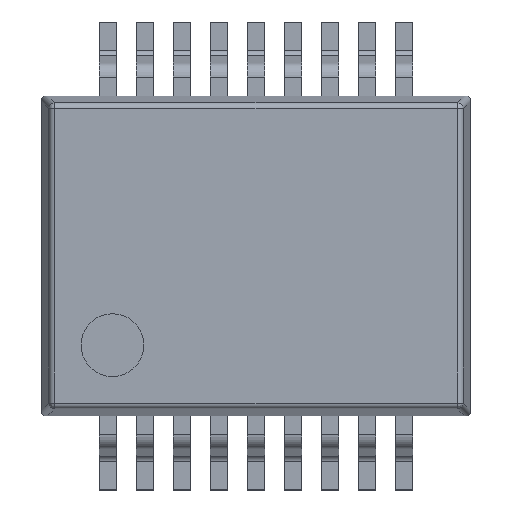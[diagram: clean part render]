
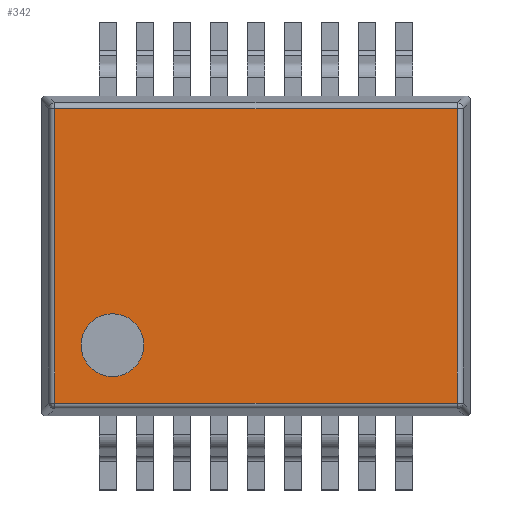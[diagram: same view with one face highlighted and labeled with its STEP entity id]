
A CAD part, top view. The second image highlights one B-rep face of the part: STEP entity #342.
In plain terms, the highlighted planar face has unit normal (0, 0, 1).
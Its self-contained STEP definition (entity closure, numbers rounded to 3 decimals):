
#342=ADVANCED_FACE('',(#1062,#1064),#1066,.T.);
#1062=FACE_BOUND('',#1063,.T.);
#1063=EDGE_LOOP('',(#1726,#1727,#1728,#1729));
#1064=FACE_BOUND('',#1065,.T.);
#1065=EDGE_LOOP('',(#1730));
#1066=PLANE('',#1067);
#1067=AXIS2_PLACEMENT_3D('',#1068,#1069,#1070);
#1068=CARTESIAN_POINT('',(0.,0.,2.));
#1069=DIRECTION('',(0.,0.,1.));
#1070=DIRECTION('',(1.,0.,0.));
#1726=ORIENTED_EDGE('',*,*,#2114,.T.);
#1727=ORIENTED_EDGE('',*,*,#2115,.T.);
#1728=ORIENTED_EDGE('',*,*,#2116,.T.);
#1729=ORIENTED_EDGE('',*,*,#2117,.T.);
#1730=ORIENTED_EDGE('',*,*,#2118,.T.);
#2114=EDGE_CURVE('',#2344,#2345,#2346,.T.);
#2115=EDGE_CURVE('',#2345,#2347,#2348,.T.);
#2116=EDGE_CURVE('',#2347,#2349,#2350,.T.);
#2117=EDGE_CURVE('',#2349,#2344,#2351,.T.);
#2118=EDGE_CURVE('',#2352,#2352,#2353,.F.);
#2344=VERTEX_POINT('',#2816);
#2345=VERTEX_POINT('',#2817);
#2346=LINE('',#2818,#2819);
#2347=VERTEX_POINT('',#2821);
#2348=LINE('',#2822,#2823);
#2349=VERTEX_POINT('',#2825);
#2350=LINE('',#2826,#2827);
#2351=LINE('',#2829,#2830);
#2352=VERTEX_POINT('',#2832);
#2353=CIRCLE('',#2833,0.55);
#2816=CARTESIAN_POINT('',(3.53,2.58,2.));
#2817=CARTESIAN_POINT('',(-3.53,2.58,2.));
#2818=CARTESIAN_POINT('',(3.53,2.58,2.));
#2819=VECTOR('',#2820,1.);
#2820=DIRECTION('',(-1.,0.,0.));
#2821=CARTESIAN_POINT('',(-3.53,-2.58,2.));
#2822=CARTESIAN_POINT('',(-3.53,2.58,2.));
#2823=VECTOR('',#2824,1.);
#2824=DIRECTION('',(0.,-1.,0.));
#2825=CARTESIAN_POINT('',(3.53,-2.58,2.));
#2826=CARTESIAN_POINT('',(-3.53,-2.58,2.));
#2827=VECTOR('',#2828,1.);
#2828=DIRECTION('',(1.,0.,0.));
#2829=CARTESIAN_POINT('',(3.53,-2.58,2.));
#2830=VECTOR('',#2831,1.);
#2831=DIRECTION('',(0.,1.,0.));
#2832=CARTESIAN_POINT('',(-1.965,-1.565,2.));
#2833=AXIS2_PLACEMENT_3D('',#2834,#2835,#2836);
#2834=CARTESIAN_POINT('',(-2.515,-1.565,2.));
#2835=DIRECTION('',(0.,0.,1.));
#2836=DIRECTION('',(1.,0.,0.));
